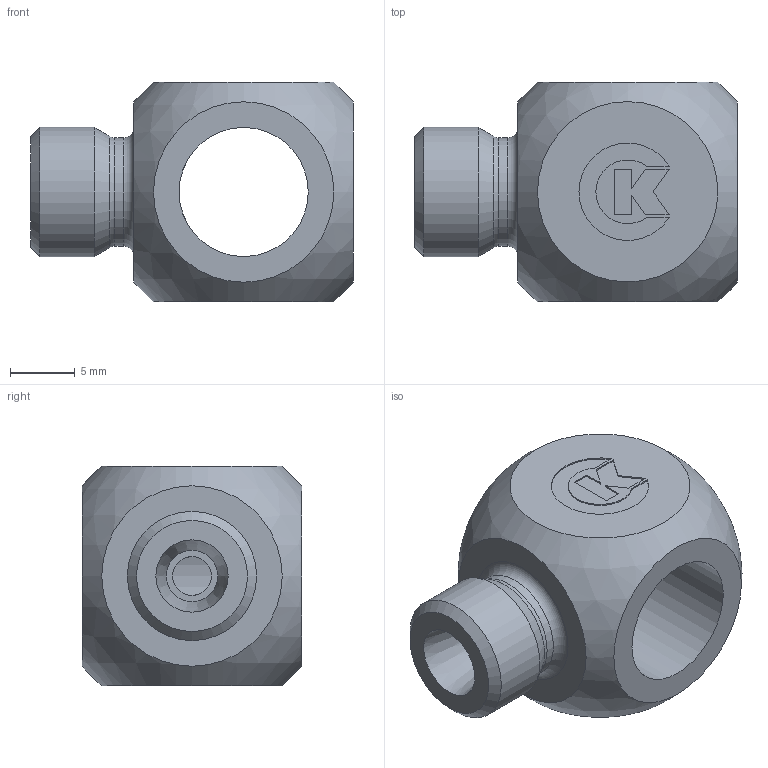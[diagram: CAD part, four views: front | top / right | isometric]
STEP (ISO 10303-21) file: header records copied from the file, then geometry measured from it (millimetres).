
FILE_DESCRIPTION((''),'2;1');
FILE_NAME('74702204.stp','2014-10-24T15:56:31',(''),('KNOMI spol. s r. o.'),'Autodesk Inventor 2012','Autodesk Inventor 2012','');
FILE_SCHEMA(('AUTOMOTIVE_DESIGN { 1 2 10303 214 0 1 1 1 }'));
Length unit declared in the file: millimetre
Products named in the file (1): Oko st.příp.kuž.D10/M10 tr
Bounding box: 25 x 17 x 17 mm (x, y, z)
Volume: 3471.4 mm3; surface area: 2151.8 mm2
Topology: 1 solids, 1 shells, 70 faces, 171 edges, 114 vertices
Faces by surface type: plane 53, cylinder 11, cone 3, torus 2, sphere 1
Full cylindrical faces by diameter (mm): 3 x1, 4 x1, 8.4 x1, 10 x2
Entity records: 2015 total; most frequent: CARTESIAN_POINT 369, DIRECTION 327, ORIENTED_EDGE 310, EDGE_CURVE 155, VECTOR 123, LINE 123, VERTEX_POINT 110, AXIS2_PLACEMENT_3D 102
